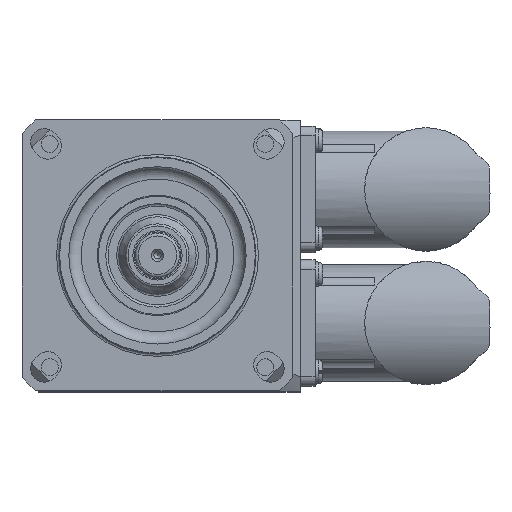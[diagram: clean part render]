
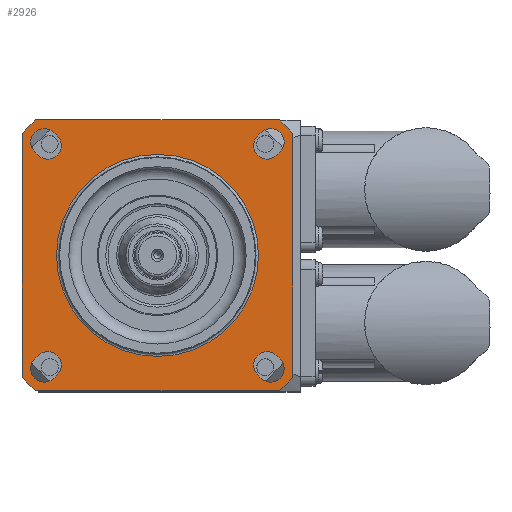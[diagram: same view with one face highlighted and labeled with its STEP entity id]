
A CAD part, top view. The second image highlights one B-rep face of the part: STEP entity #2926.
In plain terms, the highlighted face is planar.
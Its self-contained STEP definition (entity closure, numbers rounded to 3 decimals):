
#1014=LINE('',#21690,#1571);
#1018=LINE('',#21699,#1575);
#1022=LINE('',#21708,#1579);
#1026=LINE('',#21717,#1583);
#1056=LINE('',#21816,#1613);
#1057=LINE('',#21821,#1614);
#1058=LINE('',#21824,#1615);
#1059=LINE('',#21829,#1616);
#1060=LINE('',#21832,#1617);
#1061=LINE('',#21837,#1618);
#1062=LINE('',#21840,#1619);
#1063=LINE('',#21845,#1620);
#1571=VECTOR('',#16507,1.);
#1575=VECTOR('',#16513,1.);
#1579=VECTOR('',#16519,1.);
#1583=VECTOR('',#16525,1.);
#1613=VECTOR('',#16567,1.);
#1614=VECTOR('',#16570,1.);
#1615=VECTOR('',#16573,1.);
#1616=VECTOR('',#16576,1.);
#1617=VECTOR('',#16579,1.);
#1618=VECTOR('',#16582,1.);
#1619=VECTOR('',#16585,1.);
#1620=VECTOR('',#16588,1.);
#2926=ADVANCED_FACE('',(#4186,#4187,#4188,#4189,#4190,#3799),#3323,.T.);
#3323=PLANE('',#13756);
#3799=FACE_OUTER_BOUND('',#5114,.T.);
#4186=FACE_BOUND('',#5109,.T.);
#4187=FACE_BOUND('',#5110,.T.);
#4188=FACE_BOUND('',#5111,.T.);
#4189=FACE_BOUND('',#5112,.T.);
#4190=FACE_BOUND('',#5113,.T.);
#5109=EDGE_LOOP('',(#7847));
#5110=EDGE_LOOP('',(#7848,#7849,#7850,#7851));
#5111=EDGE_LOOP('',(#7852,#7853,#7854,#7855));
#5112=EDGE_LOOP('',(#7856,#7857,#7858,#7859));
#5113=EDGE_LOOP('',(#7860,#7861,#7862,#7863));
#5114=EDGE_LOOP('',(#7864,#7865,#7866,#7867,#7868,#7869,#7870,#7871));
#7847=ORIENTED_EDGE('',*,*,#11484,.T.);
#7848=ORIENTED_EDGE('',*,*,#11485,.T.);
#7849=ORIENTED_EDGE('',*,*,#11486,.F.);
#7850=ORIENTED_EDGE('',*,*,#11487,.F.);
#7851=ORIENTED_EDGE('',*,*,#11488,.F.);
#7852=ORIENTED_EDGE('',*,*,#11489,.T.);
#7853=ORIENTED_EDGE('',*,*,#11490,.F.);
#7854=ORIENTED_EDGE('',*,*,#11491,.F.);
#7855=ORIENTED_EDGE('',*,*,#11492,.F.);
#7856=ORIENTED_EDGE('',*,*,#11493,.T.);
#7857=ORIENTED_EDGE('',*,*,#11494,.F.);
#7858=ORIENTED_EDGE('',*,*,#11495,.F.);
#7859=ORIENTED_EDGE('',*,*,#11496,.F.);
#7860=ORIENTED_EDGE('',*,*,#11497,.T.);
#7861=ORIENTED_EDGE('',*,*,#11498,.F.);
#7862=ORIENTED_EDGE('',*,*,#11499,.F.);
#7863=ORIENTED_EDGE('',*,*,#11500,.F.);
#7864=ORIENTED_EDGE('',*,*,#11501,.T.);
#7865=ORIENTED_EDGE('',*,*,#11446,.T.);
#7866=ORIENTED_EDGE('',*,*,#11502,.T.);
#7867=ORIENTED_EDGE('',*,*,#11438,.T.);
#7868=ORIENTED_EDGE('',*,*,#11503,.T.);
#7869=ORIENTED_EDGE('',*,*,#11434,.T.);
#7870=ORIENTED_EDGE('',*,*,#11504,.T.);
#7871=ORIENTED_EDGE('',*,*,#11442,.F.);
#9872=VERTEX_POINT('',#21685);
#9874=VERTEX_POINT('',#21689);
#9876=VERTEX_POINT('',#21694);
#9878=VERTEX_POINT('',#21698);
#9880=VERTEX_POINT('',#21703);
#9882=VERTEX_POINT('',#21707);
#9884=VERTEX_POINT('',#21712);
#9886=VERTEX_POINT('',#21716);
#9917=VERTEX_POINT('',#21815);
#9918=VERTEX_POINT('',#21817);
#9919=VERTEX_POINT('',#21818);
#9920=VERTEX_POINT('',#21820);
#9921=VERTEX_POINT('',#21822);
#9922=VERTEX_POINT('',#21825);
#9923=VERTEX_POINT('',#21826);
#9924=VERTEX_POINT('',#21828);
#9925=VERTEX_POINT('',#21830);
#9926=VERTEX_POINT('',#21833);
#9927=VERTEX_POINT('',#21834);
#9928=VERTEX_POINT('',#21836);
#9929=VERTEX_POINT('',#21838);
#9930=VERTEX_POINT('',#21841);
#9931=VERTEX_POINT('',#21842);
#9932=VERTEX_POINT('',#21844);
#9933=VERTEX_POINT('',#21846);
#11434=EDGE_CURVE('',#9872,#9874,#1014,.T.);
#11438=EDGE_CURVE('',#9876,#9878,#1018,.T.);
#11442=EDGE_CURVE('',#9882,#9880,#1022,.T.);
#11446=EDGE_CURVE('',#9884,#9886,#1026,.T.);
#11484=EDGE_CURVE('',#9917,#9917,#12513,.T.);
#11485=EDGE_CURVE('',#9918,#9919,#1056,.T.);
#11486=EDGE_CURVE('',#9920,#9919,#12514,.T.);
#11487=EDGE_CURVE('',#9921,#9920,#1057,.T.);
#11488=EDGE_CURVE('',#9918,#9921,#12515,.T.);
#11489=EDGE_CURVE('',#9922,#9923,#1058,.T.);
#11490=EDGE_CURVE('',#9924,#9923,#12516,.T.);
#11491=EDGE_CURVE('',#9925,#9924,#1059,.T.);
#11492=EDGE_CURVE('',#9922,#9925,#12517,.T.);
#11493=EDGE_CURVE('',#9926,#9927,#1060,.T.);
#11494=EDGE_CURVE('',#9928,#9927,#12518,.T.);
#11495=EDGE_CURVE('',#9929,#9928,#1061,.T.);
#11496=EDGE_CURVE('',#9926,#9929,#12519,.T.);
#11497=EDGE_CURVE('',#9930,#9931,#1062,.T.);
#11498=EDGE_CURVE('',#9932,#9931,#12520,.T.);
#11499=EDGE_CURVE('',#9933,#9932,#1063,.T.);
#11500=EDGE_CURVE('',#9930,#9933,#12521,.T.);
#11501=EDGE_CURVE('',#9882,#9884,#12522,.T.);
#11502=EDGE_CURVE('',#9886,#9876,#12523,.T.);
#11503=EDGE_CURVE('',#9878,#9872,#12524,.T.);
#11504=EDGE_CURVE('',#9874,#9880,#12525,.T.);
#12513=CIRCLE('',#13743,20.5);
#12514=CIRCLE('',#13744,2.75);
#12515=CIRCLE('',#13745,2.75);
#12516=CIRCLE('',#13746,2.75);
#12517=CIRCLE('',#13747,2.75);
#12518=CIRCLE('',#13748,2.75);
#12519=CIRCLE('',#13749,2.75);
#12520=CIRCLE('',#13750,2.75);
#12521=CIRCLE('',#13751,2.75);
#12522=CIRCLE('',#13752,37.);
#12523=CIRCLE('',#13753,37.);
#12524=CIRCLE('',#13754,37.);
#12525=CIRCLE('',#13755,37.);
#13743=AXIS2_PLACEMENT_3D('',#21814,#16565,#16566);
#13744=AXIS2_PLACEMENT_3D('',#21819,#16568,#16569);
#13745=AXIS2_PLACEMENT_3D('',#21823,#16571,#16572);
#13746=AXIS2_PLACEMENT_3D('',#21827,#16574,#16575);
#13747=AXIS2_PLACEMENT_3D('',#21831,#16577,#16578);
#13748=AXIS2_PLACEMENT_3D('',#21835,#16580,#16581);
#13749=AXIS2_PLACEMENT_3D('',#21839,#16583,#16584);
#13750=AXIS2_PLACEMENT_3D('',#21843,#16586,#16587);
#13751=AXIS2_PLACEMENT_3D('',#21847,#16589,#16590);
#13752=AXIS2_PLACEMENT_3D('',#21848,#16591,#16592);
#13753=AXIS2_PLACEMENT_3D('',#21849,#16593,#16594);
#13754=AXIS2_PLACEMENT_3D('',#21850,#16595,#16596);
#13755=AXIS2_PLACEMENT_3D('',#21851,#16597,#16598);
#13756=AXIS2_PLACEMENT_3D('',#21852,#16599,#16600);
#16507=DIRECTION('',(-1.,0.,0.));
#16513=DIRECTION('',(0.,0.,1.));
#16519=DIRECTION('',(0.,0.,1.));
#16525=DIRECTION('',(1.,0.,0.));
#16565=DIRECTION('',(0.,1.,0.));
#16566=DIRECTION('',(0.,0.,-1.));
#16567=DIRECTION('',(0.707,0.,0.707));
#16568=DIRECTION('',(0.,-1.,0.));
#16569=DIRECTION('',(1.,0.,0.));
#16570=DIRECTION('',(0.707,0.,0.707));
#16571=DIRECTION('',(0.,-1.,0.));
#16572=DIRECTION('',(1.,0.,0.));
#16573=DIRECTION('',(-0.707,0.,0.707));
#16574=DIRECTION('',(0.,-1.,0.));
#16575=DIRECTION('',(0.,0.,1.));
#16576=DIRECTION('',(-0.707,0.,0.707));
#16577=DIRECTION('',(0.,-1.,0.));
#16578=DIRECTION('',(0.,0.,1.));
#16579=DIRECTION('',(-0.707,0.,-0.707));
#16580=DIRECTION('',(0.,-1.,0.));
#16581=DIRECTION('',(-1.,0.,0.));
#16582=DIRECTION('',(-0.707,0.,-0.707));
#16583=DIRECTION('',(0.,-1.,0.));
#16584=DIRECTION('',(-1.,0.,0.));
#16585=DIRECTION('',(0.707,0.,-0.707));
#16586=DIRECTION('',(0.,-1.,0.));
#16587=DIRECTION('',(0.,0.,-1.));
#16588=DIRECTION('',(0.707,0.,-0.707));
#16589=DIRECTION('',(0.,-1.,0.));
#16590=DIRECTION('',(0.,0.,-1.));
#16591=DIRECTION('',(0.,-1.,0.));
#16592=DIRECTION('',(-1.,0.,0.));
#16593=DIRECTION('',(0.,-1.,0.));
#16594=DIRECTION('',(-1.,0.,0.));
#16595=DIRECTION('',(0.,-1.,0.));
#16596=DIRECTION('',(-1.,0.,0.));
#16597=DIRECTION('',(0.,-1.,0.));
#16598=DIRECTION('',(-1.,0.,0.));
#16599=DIRECTION('',(0.,-1.,0.));
#16600=DIRECTION('',(0.,0.,-1.));
#21685=CARTESIAN_POINT('',(17.254,-0.5,20.));
#21689=CARTESIAN_POINT('',(-32.254,-0.5,20.));
#21690=CARTESIAN_POINT('',(-7.5,-0.5,20.));
#21694=CARTESIAN_POINT('',(20.,-0.5,-32.254));
#21698=CARTESIAN_POINT('',(20.,-0.5,17.254));
#21699=CARTESIAN_POINT('',(20.,-0.5,-35.));
#21703=CARTESIAN_POINT('',(-35.,-0.5,17.254));
#21707=CARTESIAN_POINT('',(-35.,-0.5,-32.254));
#21708=CARTESIAN_POINT('',(-35.,-0.5,-35.));
#21712=CARTESIAN_POINT('',(-32.254,-0.5,-35.));
#21716=CARTESIAN_POINT('',(17.254,-0.5,-35.));
#21717=CARTESIAN_POINT('',(-7.5,-0.5,-35.));
#21814=CARTESIAN_POINT('',(-7.5,-0.5,-7.5));
#21815=CARTESIAN_POINT('',(-7.5,-0.5,-28.));
#21816=CARTESIAN_POINT('',(-32.072,-0.5,-28.183));
#21817=CARTESIAN_POINT('',(-32.426,-0.5,-28.536));
#21818=CARTESIAN_POINT('',(-31.718,-0.5,-27.829));
#21819=CARTESIAN_POINT('',(-29.774,-0.5,-29.774));
#21820=CARTESIAN_POINT('',(-27.829,-0.5,-31.718));
#21821=CARTESIAN_POINT('',(-28.183,-0.5,-32.072));
#21822=CARTESIAN_POINT('',(-28.536,-0.5,-32.426));
#21823=CARTESIAN_POINT('',(-30.481,-0.5,-30.481));
#21824=CARTESIAN_POINT('',(13.183,-0.5,-32.072));
#21825=CARTESIAN_POINT('',(13.536,-0.5,-32.426));
#21826=CARTESIAN_POINT('',(12.829,-0.5,-31.718));
#21827=CARTESIAN_POINT('',(14.774,-0.5,-29.774));
#21828=CARTESIAN_POINT('',(16.718,-0.5,-27.829));
#21829=CARTESIAN_POINT('',(17.072,-0.5,-28.183));
#21830=CARTESIAN_POINT('',(17.426,-0.5,-28.536));
#21831=CARTESIAN_POINT('',(15.481,-0.5,-30.481));
#21832=CARTESIAN_POINT('',(17.072,-0.5,13.183));
#21833=CARTESIAN_POINT('',(17.426,-0.5,13.536));
#21834=CARTESIAN_POINT('',(16.718,-0.5,12.829));
#21835=CARTESIAN_POINT('',(14.774,-0.5,14.774));
#21836=CARTESIAN_POINT('',(12.829,-0.5,16.718));
#21837=CARTESIAN_POINT('',(13.183,-0.5,17.072));
#21838=CARTESIAN_POINT('',(13.536,-0.5,17.426));
#21839=CARTESIAN_POINT('',(15.481,-0.5,15.481));
#21840=CARTESIAN_POINT('',(-28.183,-0.5,17.072));
#21841=CARTESIAN_POINT('',(-28.536,-0.5,17.426));
#21842=CARTESIAN_POINT('',(-27.829,-0.5,16.718));
#21843=CARTESIAN_POINT('',(-29.774,-0.5,14.774));
#21844=CARTESIAN_POINT('',(-31.718,-0.5,12.829));
#21845=CARTESIAN_POINT('',(-32.072,-0.5,13.183));
#21846=CARTESIAN_POINT('',(-32.426,-0.5,13.536));
#21847=CARTESIAN_POINT('',(-30.481,-0.5,15.481));
#21848=CARTESIAN_POINT('',(-7.5,-0.5,-7.5));
#21849=CARTESIAN_POINT('',(-7.5,-0.5,-7.5));
#21850=CARTESIAN_POINT('',(-7.5,-0.5,-7.5));
#21851=CARTESIAN_POINT('',(-7.5,-0.5,-7.5));
#21852=CARTESIAN_POINT('',(-7.5,-0.5,-35.));
